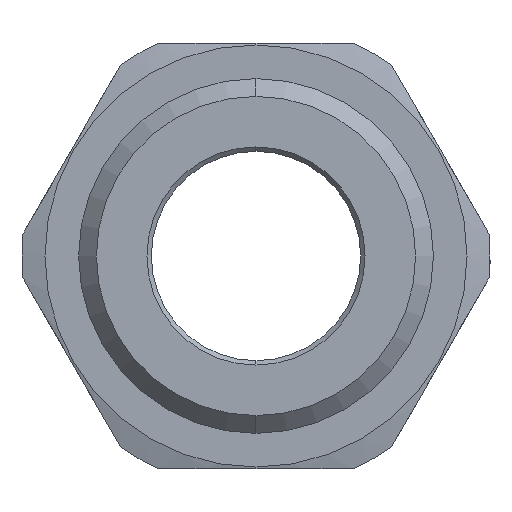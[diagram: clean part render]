
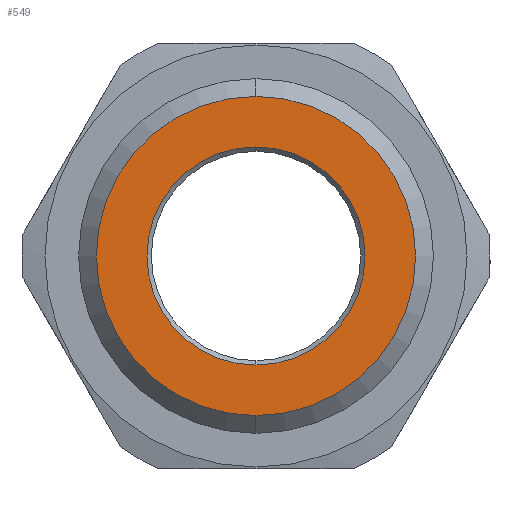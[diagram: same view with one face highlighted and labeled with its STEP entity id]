
A CAD part, left-side view. The second image highlights one B-rep face of the part: STEP entity #549.
In plain terms, the highlighted planar face has unit normal (-1, 0, 0).
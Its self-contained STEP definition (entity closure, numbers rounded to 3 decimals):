
#39 = AXIS2_PLACEMENT_3D ( 'NONE', #1140, #2907, #2157 ) ;
#87 = AXIS2_PLACEMENT_3D ( 'NONE', #2014, #1005, #490 ) ;
#132 = CIRCLE ( 'NONE', #87, 9. ) ;
#220 = VERTEX_POINT ( 'NONE', #1946 ) ;
#334 = CARTESIAN_POINT ( 'NONE',  ( 0., 0., 6.15 ) ) ;
#490 = DIRECTION ( 'NONE',  ( 0., 0., -1. ) ) ;
#549 = ADVANCED_FACE ( 'NONE', ( #2905, #890 ), #2007, .F. ) ;
#638 = AXIS2_PLACEMENT_3D ( 'NONE', #2789, #1573, #1404 ) ;
#723 = EDGE_CURVE ( 'NONE', #220, #1244, #3087, .T. ) ;
#746 = DIRECTION ( 'NONE',  ( 0., 0., -1. ) ) ;
#771 = ORIENTED_EDGE ( 'NONE', *, *, #723, .T. ) ;
#833 = CIRCLE ( 'NONE', #39, 6.15 ) ;
#871 = CIRCLE ( 'NONE', #638, 6.15 ) ;
#890 = FACE_OUTER_BOUND ( 'NONE', #1891, .T. ) ;
#1005 = DIRECTION ( 'NONE',  ( -1., 0., 0. ) ) ;
#1079 = EDGE_CURVE ( 'NONE', #1244, #220, #132, .T. ) ;
#1140 = CARTESIAN_POINT ( 'NONE',  ( 0., 0., 0. ) ) ;
#1207 = VERTEX_POINT ( 'NONE', #334 ) ;
#1244 = VERTEX_POINT ( 'NONE', #2946 ) ;
#1372 = ORIENTED_EDGE ( 'NONE', *, *, #1735, .T. ) ;
#1404 = DIRECTION ( 'NONE',  ( 0., 0., -1. ) ) ;
#1568 = CARTESIAN_POINT ( 'NONE',  ( 0., 0., 0. ) ) ;
#1573 = DIRECTION ( 'NONE',  ( 1., 0., 0. ) ) ;
#1728 = ORIENTED_EDGE ( 'NONE', *, *, #3034, .T. ) ;
#1735 = EDGE_CURVE ( 'NONE', #1207, #2999, #833, .T. ) ;
#1891 = EDGE_LOOP ( 'NONE', ( #771, #2067 ) ) ;
#1942 = CARTESIAN_POINT ( 'NONE',  ( 0., 0., 0. ) ) ;
#1946 = CARTESIAN_POINT ( 'NONE',  ( 0., 0., -9. ) ) ;
#2007 = PLANE ( 'NONE',  #3151 ) ;
#2014 = CARTESIAN_POINT ( 'NONE',  ( 0., 0., 0. ) ) ;
#2067 = ORIENTED_EDGE ( 'NONE', *, *, #1079, .T. ) ;
#2107 = EDGE_LOOP ( 'NONE', ( #1372, #1728 ) ) ;
#2157 = DIRECTION ( 'NONE',  ( 0., 0., -1. ) ) ;
#2317 = DIRECTION ( 'NONE',  ( -1., 0., 0. ) ) ;
#2600 = DIRECTION ( 'NONE',  ( 0., 0., -1. ) ) ;
#2709 = AXIS2_PLACEMENT_3D ( 'NONE', #1568, #2317, #2600 ) ;
#2789 = CARTESIAN_POINT ( 'NONE',  ( 0., 0., 0. ) ) ;
#2905 = FACE_BOUND ( 'NONE', #2107, .T. ) ;
#2907 = DIRECTION ( 'NONE',  ( 1., 0., 0. ) ) ;
#2946 = CARTESIAN_POINT ( 'NONE',  ( 0., 0., 9. ) ) ;
#2952 = DIRECTION ( 'NONE',  ( 1., 0., 0. ) ) ;
#2999 = VERTEX_POINT ( 'NONE', #3203 ) ;
#3034 = EDGE_CURVE ( 'NONE', #2999, #1207, #871, .T. ) ;
#3087 = CIRCLE ( 'NONE', #2709, 9. ) ;
#3151 = AXIS2_PLACEMENT_3D ( 'NONE', #1942, #2952, #746 ) ;
#3203 = CARTESIAN_POINT ( 'NONE',  ( 0., 0., -6.15 ) ) ;
